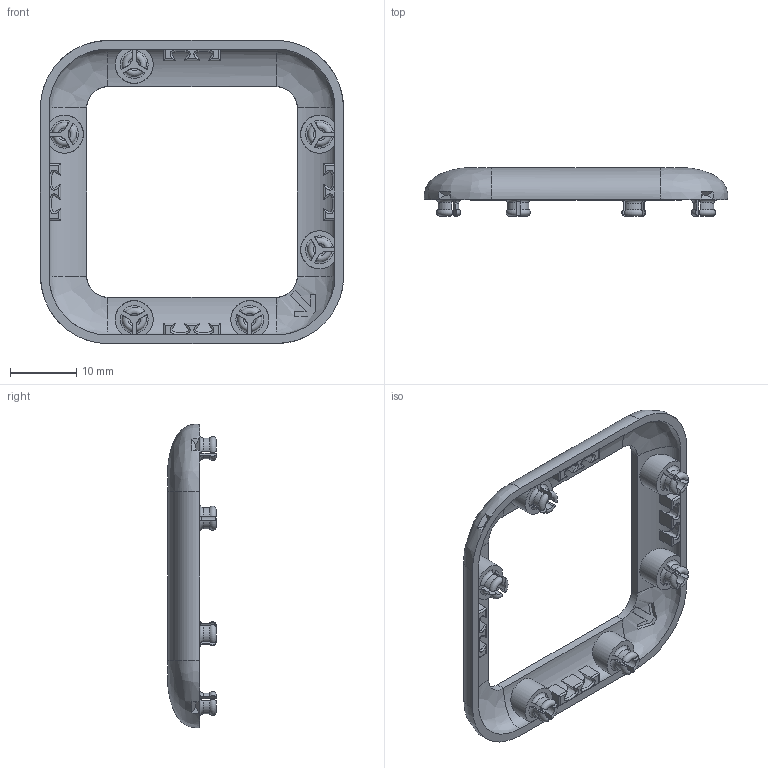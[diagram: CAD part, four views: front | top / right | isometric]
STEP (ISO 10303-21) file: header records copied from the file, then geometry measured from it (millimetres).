
FILE_DESCRIPTION(/* description */ (''),/* implementation_level */ '2;1');
FILE_NAME(/* name */ 'Remote Top.stp',/* time_stamp */ '2015-08-21T11:00:33-07:00',/* author */ ('Sam Clay'),/* organization */ (''),/* preprocessor_version */ 'ST-DEVELOPER v16.1',/* originating_system */ 'Autodesk Inventor 2016',/* authorisation */ '');
FILE_SCHEMA (('AUTOMOTIVE_DESIGN { 1 0 10303 214 3 1 1 }'));
Length unit declared in the file: inch
Products named in the file (1): Remote Top
Bounding box: 45.78 x 7.31 x 45.78 mm (x, y, z)
Volume: 2155.1 mm3; surface area: 4032.1 mm2
Topology: 11 solids, 11 shells, 262 faces, 631 edges, 409 vertices
Faces by surface type: plane 99, cylinder 66, torus 54, bspline 43
Entity records: 13006 total; most frequent: CARTESIAN_POINT 7490, ORIENTED_EDGE 1262, DIRECTION 897, EDGE_CURVE 631, VERTEX_POINT 409, AXIS2_PLACEMENT_3D 346, B_SPLINE_CURVE_WITH_KNOTS 296, EDGE_LOOP 282
